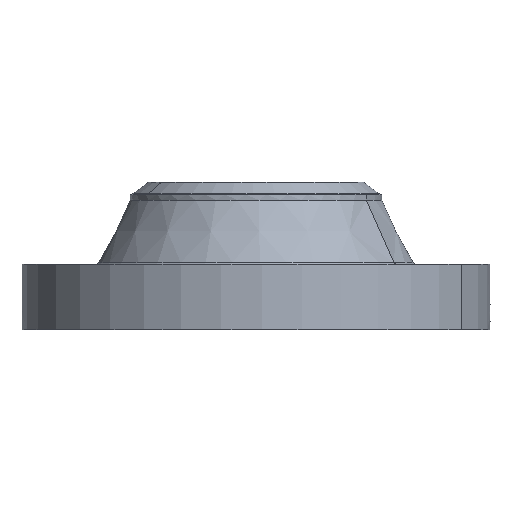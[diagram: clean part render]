
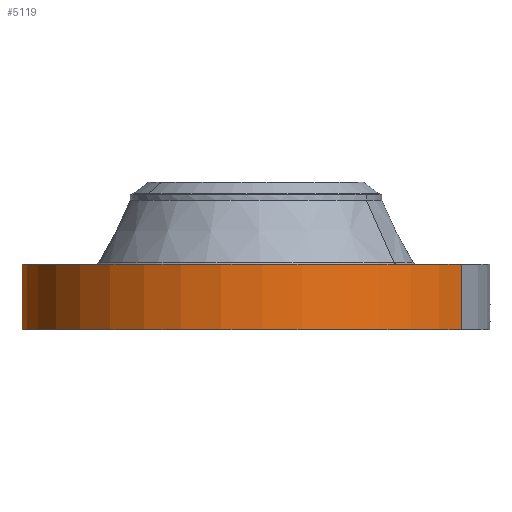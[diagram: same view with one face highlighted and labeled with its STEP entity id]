
A CAD part, left-side view. The second image highlights one B-rep face of the part: STEP entity #5119.
In plain terms, the highlighted cylindrical face has radius 254 mm (diameter 508 mm), a partial arc.
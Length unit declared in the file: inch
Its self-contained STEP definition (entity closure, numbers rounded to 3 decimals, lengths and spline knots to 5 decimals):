
#3849=AXIS2_PLACEMENT_3D('Circle Axis2P3D',#3847,#3848,$) ;
#4405=AXIS2_PLACEMENT_3D('Circle Axis2P3D',#4403,#4404,$) ;
#5014=AXIS2_PLACEMENT_3D('Cylinder Axis2P3D',#5011,#5012,#5013) ;
#3847=CARTESIAN_POINT('Axis2P3D Location',(0.,0.,0.)) ;
#3851=CARTESIAN_POINT('Vertex',(-4.79426,-8.77583,0.)) ;
#3853=CARTESIAN_POINT('Vertex',(4.79426,8.77583,0.)) ;
#4398=CARTESIAN_POINT('Vertex',(4.79426,8.77583,2.812)) ;
#4400=CARTESIAN_POINT('Vertex',(-4.79426,-8.77583,2.812)) ;
#4403=CARTESIAN_POINT('Axis2P3D Location',(0.,0.,2.812)) ;
#5011=CARTESIAN_POINT('Axis2P3D Location',(0.,0.,3.156)) ;
#5016=CARTESIAN_POINT('Line Origine',(-4.79426,-8.77583,1.406)) ;
#5021=CARTESIAN_POINT('Line Origine',(4.79426,8.77583,1.406)) ;
#5033=CARTESIAN_POINT('Control Point',(-0.05721,9.99984,1.09946)) ;
#5034=CARTESIAN_POINT('Control Point',(-0.03855,9.99994,1.10252)) ;
#5035=CARTESIAN_POINT('Control Point',(-0.01963,10.,1.10408)) ;
#5036=CARTESIAN_POINT('Control Point',(-0.00072,10.,1.10412)) ;
#5037=CARTESIAN_POINT('Vertex',(-0.0572,9.99984,1.09946)) ;
#5039=CARTESIAN_POINT('Vertex',(-0.00072,10.,1.10412)) ;
#5043=CARTESIAN_POINT('Control Point',(-0.0572,9.99984,1.09946)) ;
#5044=CARTESIAN_POINT('Control Point',(-0.09693,9.99961,1.09476)) ;
#5045=CARTESIAN_POINT('Control Point',(-0.13593,9.99914,1.08281)) ;
#5046=CARTESIAN_POINT('Control Point',(-0.17178,9.99852,1.06447)) ;
#5047=CARTESIAN_POINT('Vertex',(-0.17178,9.99852,1.06447)) ;
#5051=CARTESIAN_POINT('Control Point',(-0.03048,9.99995,0.34115)) ;
#5052=CARTESIAN_POINT('Control Point',(-0.08692,9.99978,0.34832)) ;
#5053=CARTESIAN_POINT('Control Point',(-0.14178,9.99922,0.36592)) ;
#5054=CARTESIAN_POINT('Control Point',(-0.19235,9.99831,0.39348)) ;
#5055=CARTESIAN_POINT('Control Point',(-0.26576,9.99658,0.4529)) ;
#5056=CARTESIAN_POINT('Control Point',(-0.31798,9.99497,0.52938)) ;
#5057=CARTESIAN_POINT('Control Point',(-0.33509,9.9944,0.56205)) ;
#5058=CARTESIAN_POINT('Control Point',(-0.36906,9.99321,0.65025)) ;
#5059=CARTESIAN_POINT('Control Point',(-0.37611,9.99292,0.74448)) ;
#5060=CARTESIAN_POINT('Control Point',(-0.36996,9.99316,0.802)) ;
#5061=CARTESIAN_POINT('Control Point',(-0.34041,9.99428,0.9012)) ;
#5062=CARTESIAN_POINT('Control Point',(-0.28068,9.99612,0.98436)) ;
#5063=CARTESIAN_POINT('Control Point',(-0.24854,9.99701,1.01703)) ;
#5064=CARTESIAN_POINT('Control Point',(-0.21177,9.99784,1.04402)) ;
#5065=CARTESIAN_POINT('Control Point',(-0.17178,9.99852,1.06447)) ;
#5066=CARTESIAN_POINT('Vertex',(-0.03048,9.99995,0.34115)) ;
#5070=CARTESIAN_POINT('Control Point',(-0.03048,9.99995,0.34115)) ;
#5071=CARTESIAN_POINT('Control Point',(-0.02031,9.99998,0.34087)) ;
#5072=CARTESIAN_POINT('Control Point',(-0.01014,10.,0.34094)) ;
#5073=CARTESIAN_POINT('Control Point',(0.,10.,0.34137)) ;
#5074=CARTESIAN_POINT('Vertex',(0.,10.,0.34137)) ;
#5078=CARTESIAN_POINT('Control Point',(0.19309,9.99814,0.39656)) ;
#5079=CARTESIAN_POINT('Control Point',(0.14918,9.99898,0.37154)) ;
#5080=CARTESIAN_POINT('Control Point',(0.10115,9.99965,0.35361)) ;
#5081=CARTESIAN_POINT('Control Point',(0.05082,10.,0.34353)) ;
#5082=CARTESIAN_POINT('Control Point',(0.,10.,0.34137)) ;
#5083=CARTESIAN_POINT('Vertex',(0.19309,9.99814,0.39656)) ;
#5087=CARTESIAN_POINT('Control Point',(0.19309,9.99814,0.39656)) ;
#5088=CARTESIAN_POINT('Control Point',(0.222,9.99758,0.41304)) ;
#5089=CARTESIAN_POINT('Control Point',(0.24924,9.99695,0.4324)) ;
#5090=CARTESIAN_POINT('Control Point',(0.2744,9.99628,0.45446)) ;
#5091=CARTESIAN_POINT('Control Point',(0.34105,9.99431,0.52643)) ;
#5092=CARTESIAN_POINT('Control Point',(0.38338,9.99268,0.6163)) ;
#5093=CARTESIAN_POINT('Control Point',(0.39821,9.99206,0.68079)) ;
#5094=CARTESIAN_POINT('Control Point',(0.39882,9.99207,0.80773)) ;
#5095=CARTESIAN_POINT('Control Point',(0.34911,9.99395,0.92279)) ;
#5096=CARTESIAN_POINT('Control Point',(0.31406,9.99519,0.97248)) ;
#5097=CARTESIAN_POINT('Control Point',(0.23562,9.99748,1.04687)) ;
#5098=CARTESIAN_POINT('Control Point',(0.13852,9.99919,1.08949)) ;
#5099=CARTESIAN_POINT('Control Point',(0.09276,9.99973,1.10155)) ;
#5100=CARTESIAN_POINT('Control Point',(0.0461,10.,1.10641)) ;
#5101=CARTESIAN_POINT('Control Point',(-0.00003,10.,1.10415)) ;
#5102=CARTESIAN_POINT('Vertex',(-0.00003,10.,1.10415)) ;
#5106=CARTESIAN_POINT('Control Point',(-0.00072,10.,1.10412)) ;
#5107=CARTESIAN_POINT('Control Point',(-0.00037,10.,1.10414)) ;
#5108=CARTESIAN_POINT('Control Point',(-0.00003,10.,1.10415)) ;
#3848=DIRECTION('Axis2P3D Direction',(0.,0.,-0.039)) ;
#4404=DIRECTION('Axis2P3D Direction',(0.,0.,-0.039)) ;
#5012=DIRECTION('Axis2P3D Direction',(0.,0.,-0.039)) ;
#5013=DIRECTION('Axis2P3D XDirection',(0.019,0.035,0.)) ;
#5017=DIRECTION('Vector Direction',(0.,0.,-0.039)) ;
#5022=DIRECTION('Vector Direction',(0.,0.,-0.039)) ;
#5018=VECTOR('Line Direction',#5017,0.03937) ;
#5023=VECTOR('Line Direction',#5022,0.03937) ;
#5027=ORIENTED_EDGE('',*,*,#3855,.F.) ;
#5028=ORIENTED_EDGE('',*,*,#5020,.T.) ;
#5029=ORIENTED_EDGE('',*,*,#4407,.T.) ;
#5030=ORIENTED_EDGE('',*,*,#5025,.F.) ;
#5111=ORIENTED_EDGE('',*,*,#5041,.F.) ;
#5112=ORIENTED_EDGE('',*,*,#5049,.T.) ;
#5113=ORIENTED_EDGE('',*,*,#5068,.F.) ;
#5114=ORIENTED_EDGE('',*,*,#5076,.T.) ;
#5115=ORIENTED_EDGE('',*,*,#5085,.F.) ;
#5116=ORIENTED_EDGE('',*,*,#5104,.T.) ;
#5117=ORIENTED_EDGE('',*,*,#5109,.F.) ;
#5118=FACE_BOUND('',#5110,.T.) ;
#5119=ADVANCED_FACE('PartBody',(#5031,#5118),#5015,.T.) ;
#5032=B_SPLINE_CURVE_WITH_KNOTS('',3,(#5033,#5034,#5035,#5036),.UNSPECIFIED.,.F.,.U.,(4,4),(4.42273,6.5213),.UNSPECIFIED.) ;
#5042=B_SPLINE_CURVE_WITH_KNOTS('',3,(#5043,#5044,#5045,#5046),.UNSPECIFIED.,.F.,.U.,(4,4),(0.,4.4949),.UNSPECIFIED.) ;
#5050=B_SPLINE_CURVE_WITH_KNOTS('',5,(#5051,#5052,#5053,#5054,#5055,#5056,#5057,#5058,#5059,#5060,#5061,#5062,#5063,#5064,#5065),.UNSPECIFIED.,.F.,.U.,(6,3,3,3,6),(0.,9.88848,16.45908,26.84302,35.20034),.UNSPECIFIED.) ;
#5069=B_SPLINE_CURVE_WITH_KNOTS('',3,(#5070,#5071,#5072,#5073),.UNSPECIFIED.,.F.,.U.,(4,4),(0.,1.06033),.UNSPECIFIED.) ;
#5077=B_SPLINE_CURVE_WITH_KNOTS('',4,(#5078,#5079,#5080,#5081,#5082),.UNSPECIFIED.,.F.,.U.,(5,5),(0.,7.08113),.UNSPECIFIED.) ;
#5086=B_SPLINE_CURVE_WITH_KNOTS('',5,(#5087,#5088,#5089,#5090,#5091,#5092,#5093,#5094,#5095,#5096,#5097,#5098,#5099,#5100,#5101),.UNSPECIFIED.,.F.,.U.,(6,3,3,3,6),(0.,5.82923,17.12766,27.78697,36.40814),.UNSPECIFIED.) ;
#5105=B_SPLINE_CURVE_WITH_KNOTS('',2,(#5106,#5107,#5108),.UNSPECIFIED.,.F.,.U.,(3,3),(1.03894,1.06474),.UNSPECIFIED.) ;
#3850=CIRCLE('generated circle',#3849,10.) ;
#4406=CIRCLE('generated circle',#4405,10.) ;
#5015=CYLINDRICAL_SURFACE('generated cylinder',#5014,10.) ;
#3855=EDGE_CURVE('',#3852,#3854,#3850,.T.) ;
#4407=EDGE_CURVE('',#4401,#4399,#4406,.T.) ;
#5020=EDGE_CURVE('',#3852,#4401,#5019,.F.) ;
#5025=EDGE_CURVE('',#3854,#4399,#5024,.F.) ;
#5041=EDGE_CURVE('',#5038,#5040,#5032,.T.) ;
#5049=EDGE_CURVE('',#5038,#5048,#5042,.T.) ;
#5068=EDGE_CURVE('',#5067,#5048,#5050,.T.) ;
#5076=EDGE_CURVE('',#5067,#5075,#5069,.T.) ;
#5085=EDGE_CURVE('',#5084,#5075,#5077,.T.) ;
#5104=EDGE_CURVE('',#5084,#5103,#5086,.T.) ;
#5109=EDGE_CURVE('',#5040,#5103,#5105,.T.) ;
#5026=EDGE_LOOP('',(#5027,#5028,#5029,#5030)) ;
#5110=EDGE_LOOP('',(#5111,#5112,#5113,#5114,#5115,#5116,#5117)) ;
#5031=FACE_OUTER_BOUND('',#5026,.T.) ;
#5019=LINE('Line',#5016,#5018) ;
#5024=LINE('Line',#5021,#5023) ;
#3852=VERTEX_POINT('',#3851) ;
#3854=VERTEX_POINT('',#3853) ;
#4399=VERTEX_POINT('',#4398) ;
#4401=VERTEX_POINT('',#4400) ;
#5038=VERTEX_POINT('',#5037) ;
#5040=VERTEX_POINT('',#5039) ;
#5048=VERTEX_POINT('',#5047) ;
#5067=VERTEX_POINT('',#5066) ;
#5075=VERTEX_POINT('',#5074) ;
#5084=VERTEX_POINT('',#5083) ;
#5103=VERTEX_POINT('',#5102) ;
